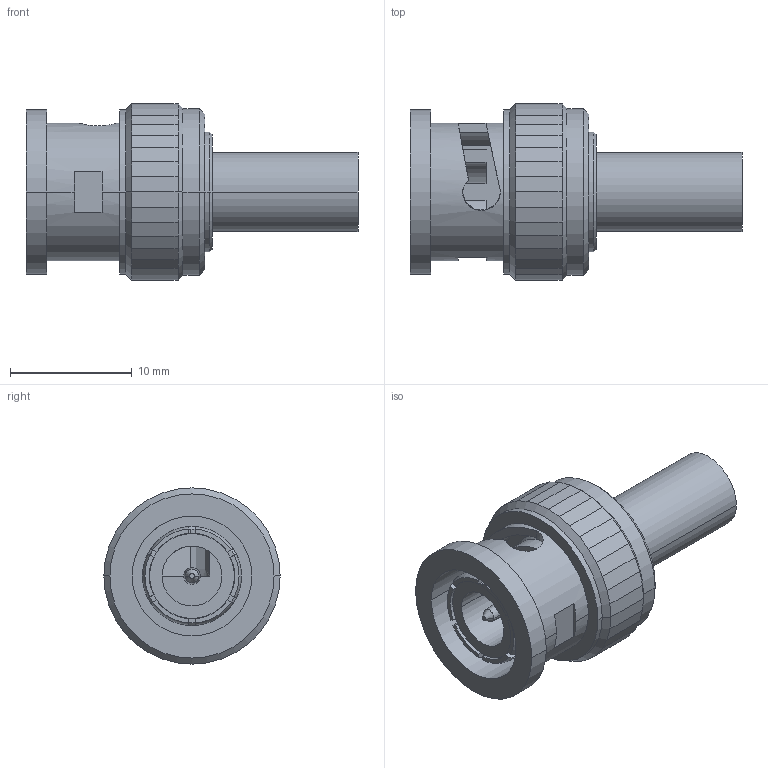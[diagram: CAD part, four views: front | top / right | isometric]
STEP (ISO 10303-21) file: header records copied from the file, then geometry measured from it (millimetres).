
FILE_DESCRIPTION((''),'2;1');
FILE_NAME('2','2021-09-06T',('Administrator'),(''),'PRO/ENGINEER BY PARAMETRIC TECHNOLOGY CORPORATION, 2012090','PRO/ENGINEER BY PARAMETRIC TECHNOLOGY CORPORATION, 2012090','');
FILE_SCHEMA(('CONFIG_CONTROL_DESIGN'));
Length unit declared in the file: millimetre
Products named in the file (1): 2
Bounding box: 27.3 x 14.5 x 14.5 mm (x, y, z)
Volume: 1771.4 mm3; surface area: 2336.3 mm2
Topology: 2 solids, 2 shells, 147 faces, 375 edges, 237 vertices
Faces by surface type: plane 82, cylinder 37, cone 18, torus 6, extrusion 4
Entity records: 4939 total; most frequent: CARTESIAN_POINT 1472, ORIENTED_EDGE 750, DIRECTION 658, EDGE_CURVE 375, AXIS2_PLACEMENT_3D 244, VERTEX_POINT 237, VECTOR 170, LINE 166
